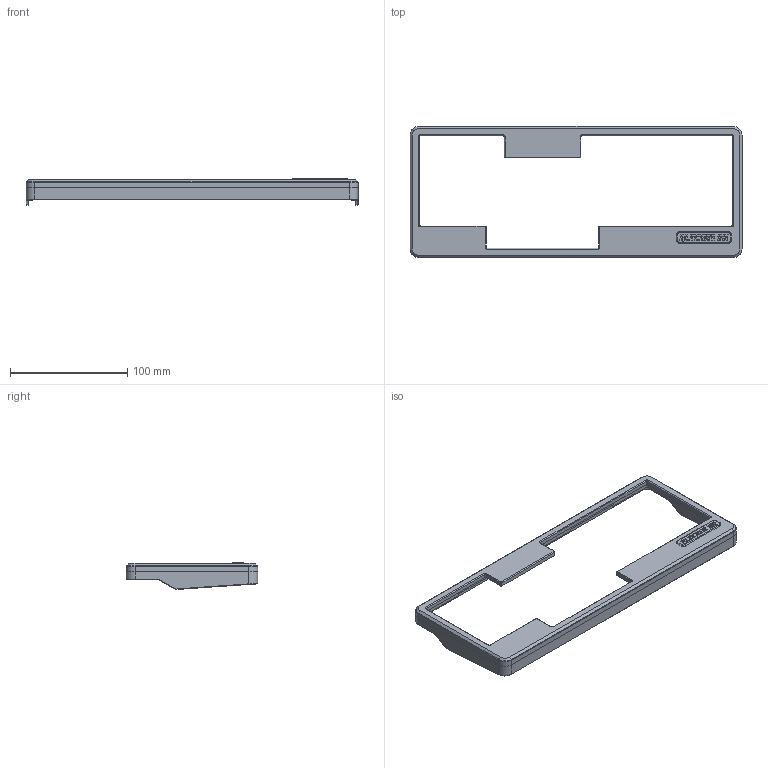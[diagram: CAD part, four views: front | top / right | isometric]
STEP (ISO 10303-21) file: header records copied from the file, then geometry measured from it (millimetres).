
FILE_DESCRIPTION(('FreeCAD Model'),'2;1');
FILE_NAME('Open CASCADE Shape Model','2022-01-21T17:58:42',('Author'),( ''),'Open CASCADE STEP processor 7.5','FreeCAD','Unknown');
FILE_SCHEMA(('AUTOMOTIVE_DESIGN { 1 0 10303 214 1 1 1 1 }'));
Length unit declared in the file: millimetre
Products named in the file (1): CaseTop
Bounding box: 283.7 x 112.25 x 22.89 mm (x, y, z)
Volume: 69597.4 mm3; surface area: 45400.9 mm2
Topology: 1 solids, 1 shells, 467 faces, 1226 edges, 790 vertices
Faces by surface type: plane 296, cylinder 76, extrusion 63, cone 22, bspline 6, torus 4
Full cylindrical faces by diameter (mm): 3.2 x6
Entity records: 30610 total; most frequent: CARTESIAN_POINT 6224, DIRECTION 4361, VECTOR 3141, LINE 3078, ORIENTED_EDGE 2452, PCURVE 2452, DEFINITIONAL_REPRESENTATION 2452, EDGE_CURVE 1226
